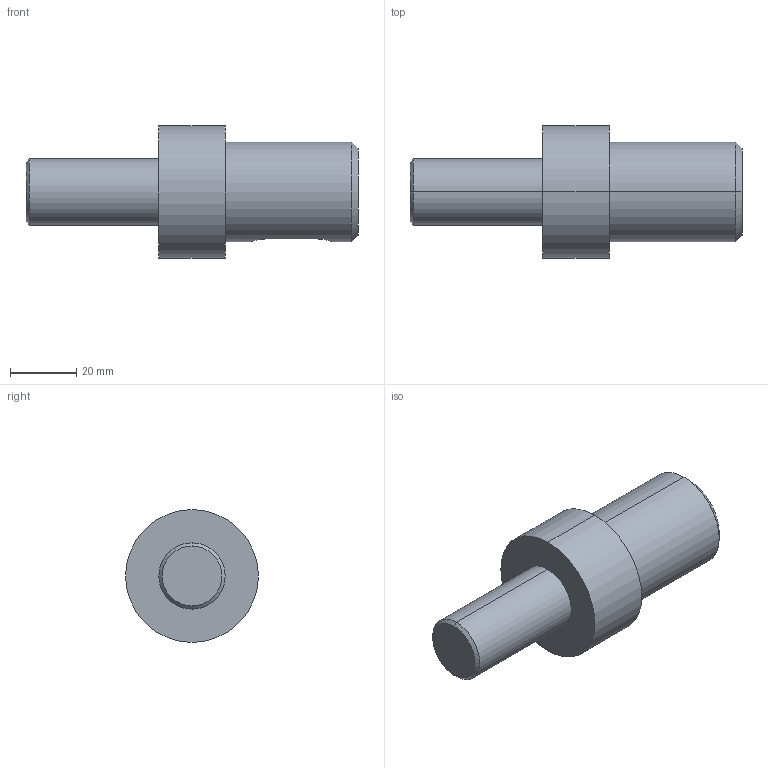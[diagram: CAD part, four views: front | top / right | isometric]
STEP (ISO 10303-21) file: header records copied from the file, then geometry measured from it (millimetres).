
FILE_DESCRIPTION (( 'STEP AP214' ), '1' );
FILE_NAME ('粣1.STEP', '2024-12-11T03:26:34', ( '' ), ( '' ), 'SwSTEP 2.0', 'SolidWorks 2021', '' );
FILE_SCHEMA (( 'AUTOMOTIVE_DESIGN' ));
Length unit declared in the file: millimetre
Products named in the file (1): 粣1
Bounding box: 100 x 40 x 40 mm (x, y, z)
Volume: 64679.2 mm3; surface area: 11419.9 mm2
Topology: 1 solids, 1 shells, 20 faces, 43 edges, 27 vertices
Faces by surface type: cylinder 9, plane 7, cone 4
Entity records: 644 total; most frequent: CARTESIAN_POINT 163, DIRECTION 100, ORIENTED_EDGE 86, EDGE_CURVE 43, AXIS2_PLACEMENT_3D 40, VERTEX_POINT 27, EDGE_LOOP 22, VECTOR 20
